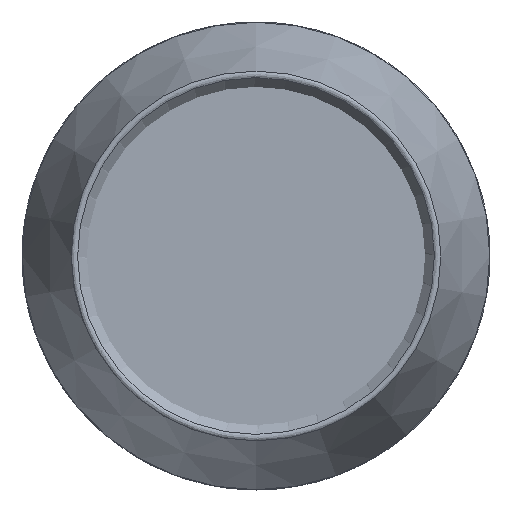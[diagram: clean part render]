
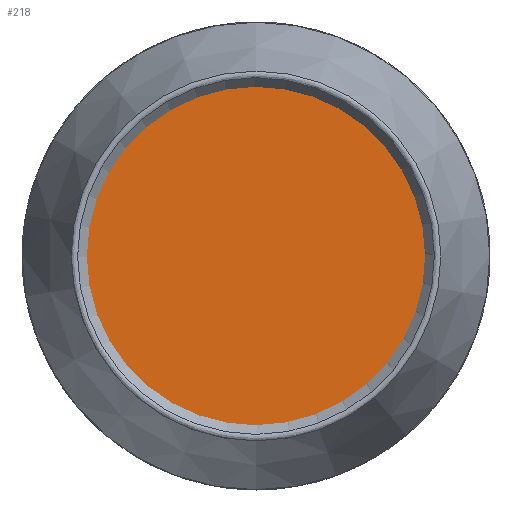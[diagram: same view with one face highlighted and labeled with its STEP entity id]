
A CAD part, left-side view. The second image highlights one B-rep face of the part: STEP entity #218.
In plain terms, the highlighted planar face has unit normal (-1, 0, 0).
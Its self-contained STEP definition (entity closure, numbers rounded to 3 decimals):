
#218=ADVANCED_FACE('',(#241),#239,.F.);
#239=PLANE('',#388);
#241=FACE_OUTER_BOUND('',#243,.T.);
#243=EDGE_LOOP('',(#283));
#283=ORIENTED_EDGE('',*,*,#343,.T.);
#323=VERTEX_POINT('',#513);
#343=EDGE_CURVE('',#323,#323,#363,.T.);
#363=CIRCLE('',#387,18.391);
#387=AXIS2_PLACEMENT_3D('',#512,#427,#428);
#388=AXIS2_PLACEMENT_3D('',#514,#429,#430);
#427=DIRECTION('',(-1.,0.,0.));
#428=DIRECTION('',(0.,0.,1.));
#429=DIRECTION('',(1.,0.,0.));
#430=DIRECTION('',(0.,0.,-1.));
#512=CARTESIAN_POINT('',(1.3,0.,0.));
#513=CARTESIAN_POINT('',(1.3,0.,18.391));
#514=CARTESIAN_POINT('',(1.3,0.,0.));
